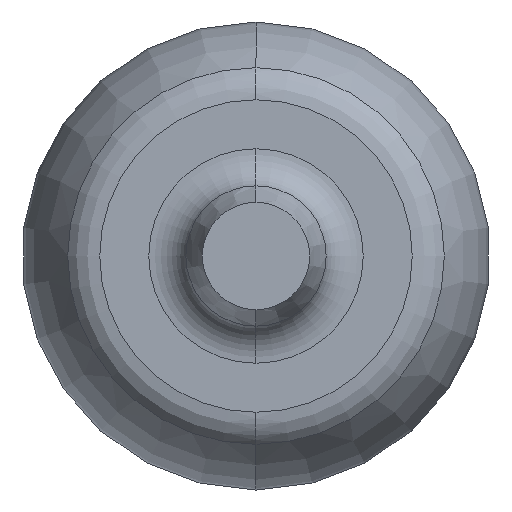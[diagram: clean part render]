
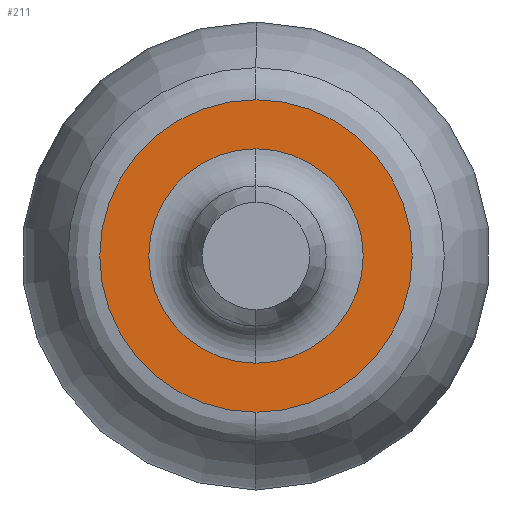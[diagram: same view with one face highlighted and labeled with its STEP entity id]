
A CAD part, left-side view. The second image highlights one B-rep face of the part: STEP entity #211.
In plain terms, the highlighted planar face has unit normal (-1, 0, 0).
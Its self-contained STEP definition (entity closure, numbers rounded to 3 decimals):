
#11 = CARTESIAN_POINT ( 'NONE',  ( -3.15, 0., 0. ) ) ;
#48 = CARTESIAN_POINT ( 'NONE',  ( -3.15, 0., 0.801 ) ) ;
#89 = EDGE_CURVE ( 'NONE', #1208, #766, #651, .T. ) ;
#123 = AXIS2_PLACEMENT_3D ( 'NONE', #1037, #1125, #220 ) ;
#153 = DIRECTION ( 'NONE',  ( 0., 0., 1. ) ) ;
#164 = CARTESIAN_POINT ( 'NONE',  ( -3.15, 0., -0.801 ) ) ;
#211 = ADVANCED_FACE ( 'NONE', ( #245, #1158 ), #862, .F. ) ;
#220 = DIRECTION ( 'NONE',  ( 0., 0., 1. ) ) ;
#245 = FACE_BOUND ( 'NONE', #360, .T. ) ;
#246 = CIRCLE ( 'NONE', #331, 0.801 ) ;
#267 = DIRECTION ( 'NONE',  ( 1., 0., 0. ) ) ;
#284 = VERTEX_POINT ( 'NONE', #164 ) ;
#303 = CARTESIAN_POINT ( 'NONE',  ( -3.15, 0., -0.55 ) ) ;
#331 = AXIS2_PLACEMENT_3D ( 'NONE', #707, #601, #364 ) ;
#341 = DIRECTION ( 'NONE',  ( -1., 0., 0. ) ) ;
#360 = EDGE_LOOP ( 'NONE', ( #768, #680 ) ) ;
#364 = DIRECTION ( 'NONE',  ( 0., 0., 1. ) ) ;
#418 = DIRECTION ( 'NONE',  ( 0., 0., 1. ) ) ;
#420 = CIRCLE ( 'NONE', #763, 0.801 ) ;
#483 = CIRCLE ( 'NONE', #1086, 0.55 ) ;
#502 = ORIENTED_EDGE ( 'NONE', *, *, #1288, .T. ) ;
#552 = ORIENTED_EDGE ( 'NONE', *, *, #841, .T. ) ;
#601 = DIRECTION ( 'NONE',  ( -1., 0., 0. ) ) ;
#651 = CIRCLE ( 'NONE', #123, 0.55 ) ;
#680 = ORIENTED_EDGE ( 'NONE', *, *, #1211, .F. ) ;
#707 = CARTESIAN_POINT ( 'NONE',  ( -3.15, 0., 0. ) ) ;
#760 = AXIS2_PLACEMENT_3D ( 'NONE', #1150, #267, #988 ) ;
#763 = AXIS2_PLACEMENT_3D ( 'NONE', #1060, #341, #153 ) ;
#766 = VERTEX_POINT ( 'NONE', #303 ) ;
#768 = ORIENTED_EDGE ( 'NONE', *, *, #89, .F. ) ;
#841 = EDGE_CURVE ( 'NONE', #284, #1069, #246, .T. ) ;
#862 = PLANE ( 'NONE',  #760 ) ;
#931 = CARTESIAN_POINT ( 'NONE',  ( -3.15, 0., 0.55 ) ) ;
#988 = DIRECTION ( 'NONE',  ( 0., 0., -1. ) ) ;
#1026 = DIRECTION ( 'NONE',  ( -1., 0., 0. ) ) ;
#1037 = CARTESIAN_POINT ( 'NONE',  ( -3.15, 0., 0. ) ) ;
#1060 = CARTESIAN_POINT ( 'NONE',  ( -3.15, 0., 0. ) ) ;
#1069 = VERTEX_POINT ( 'NONE', #48 ) ;
#1086 = AXIS2_PLACEMENT_3D ( 'NONE', #11, #1026, #418 ) ;
#1125 = DIRECTION ( 'NONE',  ( -1., 0., 0. ) ) ;
#1141 = EDGE_LOOP ( 'NONE', ( #502, #552 ) ) ;
#1150 = CARTESIAN_POINT ( 'NONE',  ( -3.15, 0., -0.55 ) ) ;
#1158 = FACE_OUTER_BOUND ( 'NONE', #1141, .T. ) ;
#1208 = VERTEX_POINT ( 'NONE', #931 ) ;
#1211 = EDGE_CURVE ( 'NONE', #766, #1208, #483, .T. ) ;
#1288 = EDGE_CURVE ( 'NONE', #1069, #284, #420, .T. ) ;
